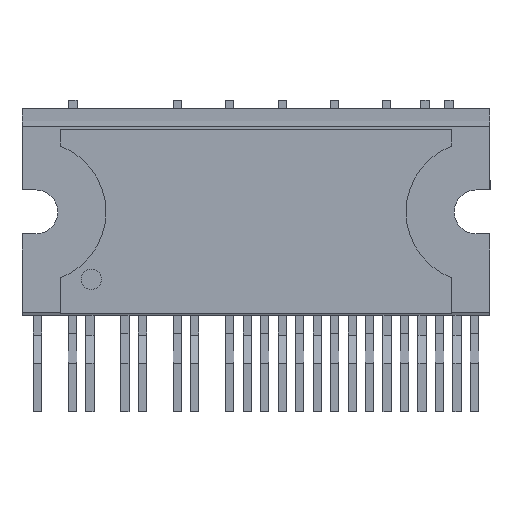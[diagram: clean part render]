
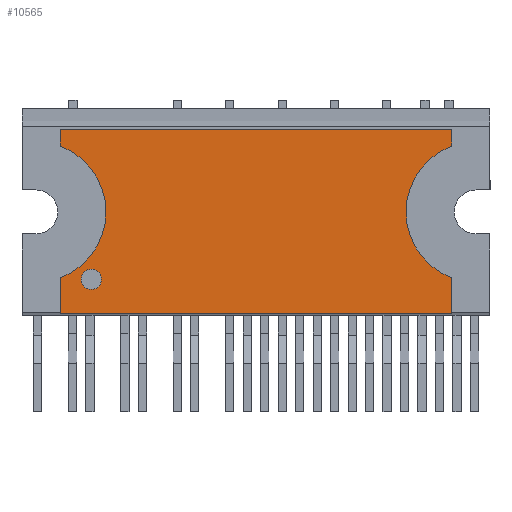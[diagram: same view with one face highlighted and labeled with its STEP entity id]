
A CAD part, front view. The second image highlights one B-rep face of the part: STEP entity #10565.
In plain terms, the highlighted planar face has unit normal (0, -1, 0).
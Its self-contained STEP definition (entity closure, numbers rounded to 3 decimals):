
#341 = DIRECTION ( 'NONE',  ( 0., 0., -1. ) ) ;
#1249 = ORIENTED_EDGE ( 'NONE', *, *, #18094, .T. ) ;
#1664 = CARTESIAN_POINT ( 'NONE',  ( 14.214, -1.4, 0. ) ) ;
#2062 = ORIENTED_EDGE ( 'NONE', *, *, #2866, .T. ) ;
#2078 = VERTEX_POINT ( 'NONE', #2430 ) ;
#2084 = CARTESIAN_POINT ( 'NONE',  ( -14.214, -1.4, 13.503 ) ) ;
#2430 = CARTESIAN_POINT ( 'NONE',  ( 14.214, -1.4, 13.503 ) ) ;
#2765 = DIRECTION ( 'NONE',  ( 0., -1., 0. ) ) ;
#2804 = CARTESIAN_POINT ( 'NONE',  ( -11.957, -1.4, 2.599 ) ) ;
#2866 = EDGE_CURVE ( 'NONE', #20513, #10956, #10261, .T. ) ;
#3105 = VERTEX_POINT ( 'NONE', #17670 ) ;
#3145 = ORIENTED_EDGE ( 'NONE', *, *, #20385, .F. ) ;
#3321 = CARTESIAN_POINT ( 'NONE',  ( -14.214, -1.4, 13.503 ) ) ;
#3684 = DIRECTION ( 'NONE',  ( 0., 0., 1. ) ) ;
#4032 = ORIENTED_EDGE ( 'NONE', *, *, #4823, .T. ) ;
#4611 = DIRECTION ( 'NONE',  ( 0., -1., 0. ) ) ;
#4682 = CARTESIAN_POINT ( 'NONE',  ( -11.957, -1.4, 3.336 ) ) ;
#4823 = EDGE_CURVE ( 'NONE', #5059, #6261, #17657, .T. ) ;
#5059 = VERTEX_POINT ( 'NONE', #8581 ) ;
#5277 = DIRECTION ( 'NONE',  ( 0., 1., 0. ) ) ;
#5777 = VECTOR ( 'NONE', #8407, 1000. ) ;
#5857 = VERTEX_POINT ( 'NONE', #14390 ) ;
#6249 = EDGE_CURVE ( 'NONE', #5857, #20513, #14131, .T. ) ;
#6261 = VERTEX_POINT ( 'NONE', #8858 ) ;
#7162 = DIRECTION ( 'NONE',  ( 0., 0., 1. ) ) ;
#7250 = LINE ( 'NONE', #20402, #5777 ) ;
#7388 = DIRECTION ( 'NONE',  ( 0., 1., 0. ) ) ;
#7490 = LINE ( 'NONE', #10411, #18028 ) ;
#7859 = DIRECTION ( 'NONE',  ( 0., 0., -1. ) ) ;
#8056 = VERTEX_POINT ( 'NONE', #4682 ) ;
#8402 = LINE ( 'NONE', #1664, #18720 ) ;
#8407 = DIRECTION ( 'NONE',  ( 1., 0., 0. ) ) ;
#8509 = ORIENTED_EDGE ( 'NONE', *, *, #6249, .T. ) ;
#8581 = CARTESIAN_POINT ( 'NONE',  ( 14.214, -1.4, 2.723 ) ) ;
#8646 = CARTESIAN_POINT ( 'NONE',  ( -11.957, -1.4, 1.863 ) ) ;
#8734 = CARTESIAN_POINT ( 'NONE',  ( 16., -1.4, 7.5 ) ) ;
#8858 = CARTESIAN_POINT ( 'NONE',  ( 14.214, -1.4, 12.277 ) ) ;
#8872 = CARTESIAN_POINT ( 'NONE',  ( -14.214, -1.4, 0.155 ) ) ;
#8986 = VECTOR ( 'NONE', #15762, 1000. ) ;
#9615 = CIRCLE ( 'NONE', #13513, 0.736 ) ;
#9616 = DIRECTION ( 'NONE',  ( 0., 0., -1. ) ) ;
#9626 = VERTEX_POINT ( 'NONE', #8646 ) ;
#9674 = FACE_OUTER_BOUND ( 'NONE', #11313, .T. ) ;
#9898 = DIRECTION ( 'NONE',  ( 0., 0., 1. ) ) ;
#10246 = ORIENTED_EDGE ( 'NONE', *, *, #13924, .T. ) ;
#10261 = LINE ( 'NONE', #15400, #11540 ) ;
#10411 = CARTESIAN_POINT ( 'NONE',  ( 14.214, -1.4, 13.503 ) ) ;
#10506 = LINE ( 'NONE', #2084, #8986 ) ;
#10565 = ADVANCED_FACE ( 'NONE', ( #16503, #9674 ), #20102, .F. ) ;
#10956 = VERTEX_POINT ( 'NONE', #8872 ) ;
#11067 = EDGE_CURVE ( 'NONE', #8056, #9626, #18376, .T. ) ;
#11313 = EDGE_LOOP ( 'NONE', ( #2062, #21519, #18167, #4032, #10246, #15005, #1249, #8509 ) ) ;
#11540 = VECTOR ( 'NONE', #11719, 1000. ) ;
#11719 = DIRECTION ( 'NONE',  ( 0., 0., -1. ) ) ;
#11758 = DIRECTION ( 'NONE',  ( 0., 0., 1. ) ) ;
#11921 = EDGE_CURVE ( 'NONE', #2078, #20056, #18672, .T. ) ;
#12751 = EDGE_LOOP ( 'NONE', ( #3145, #18508 ) ) ;
#13435 = EDGE_CURVE ( 'NONE', #3105, #5059, #8402, .T. ) ;
#13513 = AXIS2_PLACEMENT_3D ( 'NONE', #21378, #2765, #9616 ) ;
#13626 = CARTESIAN_POINT ( 'NONE',  ( -14.214, -1.4, 13.503 ) ) ;
#13924 = EDGE_CURVE ( 'NONE', #6261, #2078, #7490, .T. ) ;
#14111 = CARTESIAN_POINT ( 'NONE',  ( -16., -1.4, 7.5 ) ) ;
#14131 = CIRCLE ( 'NONE', #20232, 5.1 ) ;
#14348 = VECTOR ( 'NONE', #20687, 1000. ) ;
#14390 = CARTESIAN_POINT ( 'NONE',  ( -14.214, -1.4, 12.277 ) ) ;
#14419 = AXIS2_PLACEMENT_3D ( 'NONE', #8734, #7388, #7162 ) ;
#14783 = AXIS2_PLACEMENT_3D ( 'NONE', #2804, #4611, #7859 ) ;
#15005 = ORIENTED_EDGE ( 'NONE', *, *, #11921, .T. ) ;
#15400 = CARTESIAN_POINT ( 'NONE',  ( -14.214, -1.4, 1.497 ) ) ;
#15762 = DIRECTION ( 'NONE',  ( 0., 0., -1. ) ) ;
#16503 = FACE_BOUND ( 'NONE', #12751, .T. ) ;
#16623 = CARTESIAN_POINT ( 'NONE',  ( 16., -1.4, 7.5 ) ) ;
#16716 = EDGE_CURVE ( 'NONE', #10956, #3105, #7250, .T. ) ;
#17003 = CARTESIAN_POINT ( 'NONE',  ( -14.214, -1.4, 2.723 ) ) ;
#17657 = CIRCLE ( 'NONE', #14419, 5.1 ) ;
#17670 = CARTESIAN_POINT ( 'NONE',  ( 14.214, -1.4, 0.155 ) ) ;
#18028 = VECTOR ( 'NONE', #3684, 1000. ) ;
#18094 = EDGE_CURVE ( 'NONE', #20056, #5857, #10506, .T. ) ;
#18167 = ORIENTED_EDGE ( 'NONE', *, *, #13435, .T. ) ;
#18376 = CIRCLE ( 'NONE', #14783, 0.736 ) ;
#18508 = ORIENTED_EDGE ( 'NONE', *, *, #11067, .F. ) ;
#18672 = LINE ( 'NONE', #3321, #14348 ) ;
#18720 = VECTOR ( 'NONE', #11758, 1000. ) ;
#19877 = DIRECTION ( 'NONE',  ( 0., 1., 0. ) ) ;
#20056 = VERTEX_POINT ( 'NONE', #13626 ) ;
#20102 = PLANE ( 'NONE',  #21933 ) ;
#20232 = AXIS2_PLACEMENT_3D ( 'NONE', #14111, #5277, #341 ) ;
#20385 = EDGE_CURVE ( 'NONE', #9626, #8056, #9615, .T. ) ;
#20402 = CARTESIAN_POINT ( 'NONE',  ( 16., -1.4, 0.155 ) ) ;
#20513 = VERTEX_POINT ( 'NONE', #17003 ) ;
#20687 = DIRECTION ( 'NONE',  ( -1., 0., 0. ) ) ;
#21378 = CARTESIAN_POINT ( 'NONE',  ( -11.957, -1.4, 2.599 ) ) ;
#21519 = ORIENTED_EDGE ( 'NONE', *, *, #16716, .T. ) ;
#21933 = AXIS2_PLACEMENT_3D ( 'NONE', #16623, #19877, #9898 ) ;
